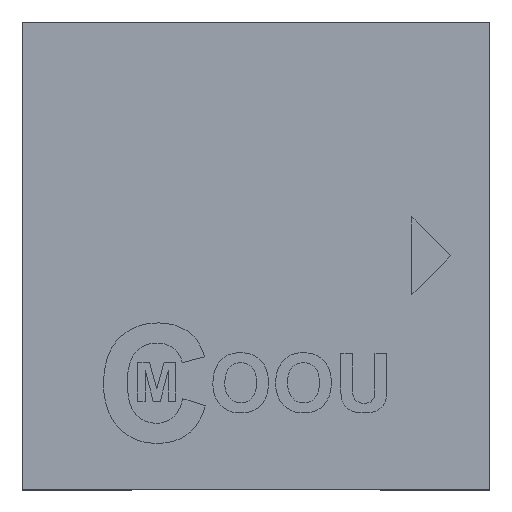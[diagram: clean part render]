
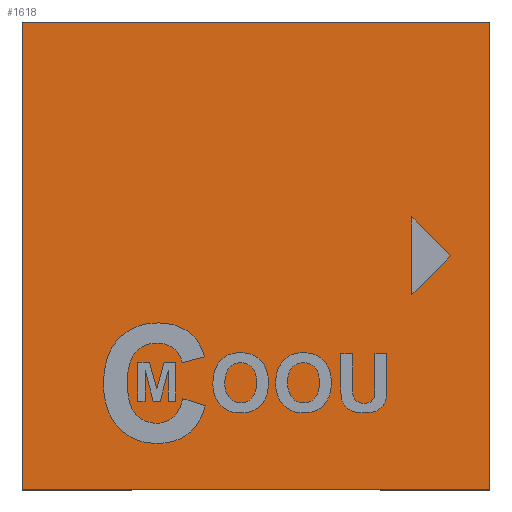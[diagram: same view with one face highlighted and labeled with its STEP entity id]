
A CAD part, top view. The second image highlights one B-rep face of the part: STEP entity #1618.
In plain terms, the highlighted planar face has unit normal (0, 0, 1).
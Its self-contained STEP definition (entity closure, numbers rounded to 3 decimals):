
#35 = DIRECTION ( 'NONE',  ( 1., 0., 0. ) ) ;
#138 = CARTESIAN_POINT ( 'NONE',  ( -6., 6., 3. ) ) ;
#141 = ORIENTED_EDGE ( 'NONE', *, *, #1599, .T. ) ;
#176 = VECTOR ( 'NONE', #3127, 1000. ) ;
#184 = ORIENTED_EDGE ( 'NONE', *, *, #2818, .T. ) ;
#287 = VERTEX_POINT ( 'NONE', #432 ) ;
#432 = CARTESIAN_POINT ( 'NONE',  ( -6., 6., 3. ) ) ;
#513 = CARTESIAN_POINT ( 'NONE',  ( 5., 0., 3. ) ) ;
#542 = CARTESIAN_POINT ( 'NONE',  ( 4., -6., 3. ) ) ;
#558 = VECTOR ( 'NONE', #852, 1000. ) ;
#566 = CARTESIAN_POINT ( 'NONE',  ( 6., 6., 3. ) ) ;
#604 = EDGE_CURVE ( 'NONE', #3410, #287, #697, .T. ) ;
#626 = CARTESIAN_POINT ( 'NONE',  ( -6., -6., 3. ) ) ;
#697 = LINE ( 'NONE', #138, #3940 ) ;
#771 = DIRECTION ( 'NONE',  ( -1., 0., 0. ) ) ;
#807 = VERTEX_POINT ( 'NONE', #1146 ) ;
#852 = DIRECTION ( 'NONE',  ( 0., 1., 0. ) ) ;
#887 = EDGE_CURVE ( 'NONE', #2977, #3410, #3440, .T. ) ;
#940 = DIRECTION ( 'NONE',  ( 1., 0., 0. ) ) ;
#959 = CARTESIAN_POINT ( 'NONE',  ( 4., 1., 3. ) ) ;
#977 = VECTOR ( 'NONE', #3791, 1000. ) ;
#1146 = CARTESIAN_POINT ( 'NONE',  ( -6., -6., 3. ) ) ;
#1167 = EDGE_CURVE ( 'NONE', #3610, #1347, #1907, .T. ) ;
#1181 = EDGE_CURVE ( 'NONE', #807, #2977, #1807, .T. ) ;
#1210 = FACE_OUTER_BOUND ( 'NONE', #3312, .T. ) ;
#1347 = VERTEX_POINT ( 'NONE', #3522 ) ;
#1400 = ORIENTED_EDGE ( 'NONE', *, *, #604, .T. ) ;
#1599 = EDGE_CURVE ( 'NONE', #287, #807, #2679, .T. ) ;
#1618 = ADVANCED_FACE ( 'NONE', ( #2582, #1210 ), #3444, .T. ) ;
#1807 = LINE ( 'NONE', #3764, #3587 ) ;
#1907 = LINE ( 'NONE', #959, #977 ) ;
#1950 = EDGE_CURVE ( 'NONE', #2349, #3610, #2220, .T. ) ;
#2074 = ORIENTED_EDGE ( 'NONE', *, *, #1167, .T. ) ;
#2092 = CARTESIAN_POINT ( 'NONE',  ( 6., -6., 3. ) ) ;
#2220 = LINE ( 'NONE', #542, #558 ) ;
#2261 = VECTOR ( 'NONE', #3340, 1000. ) ;
#2349 = VERTEX_POINT ( 'NONE', #3367 ) ;
#2582 = FACE_BOUND ( 'NONE', #3710, .T. ) ;
#2611 = VECTOR ( 'NONE', #3986, 1000. ) ;
#2679 = LINE ( 'NONE', #2819, #176 ) ;
#2777 = ORIENTED_EDGE ( 'NONE', *, *, #1950, .T. ) ;
#2818 = EDGE_CURVE ( 'NONE', #1347, #2349, #2883, .T. ) ;
#2819 = CARTESIAN_POINT ( 'NONE',  ( -6., -6., 3. ) ) ;
#2833 = DIRECTION ( 'NONE',  ( 0., 0., 1. ) ) ;
#2883 = LINE ( 'NONE', #513, #2261 ) ;
#2946 = ORIENTED_EDGE ( 'NONE', *, *, #887, .T. ) ;
#2977 = VERTEX_POINT ( 'NONE', #3784 ) ;
#3049 = AXIS2_PLACEMENT_3D ( 'NONE', #626, #2833, #940 ) ;
#3127 = DIRECTION ( 'NONE',  ( 0., -1., 0. ) ) ;
#3177 = CARTESIAN_POINT ( 'NONE',  ( 4., 1., 3. ) ) ;
#3312 = EDGE_LOOP ( 'NONE', ( #1400, #141, #3651, #2946 ) ) ;
#3340 = DIRECTION ( 'NONE',  ( -0.707, -0.707, 0. ) ) ;
#3367 = CARTESIAN_POINT ( 'NONE',  ( 4., -1., 3. ) ) ;
#3410 = VERTEX_POINT ( 'NONE', #566 ) ;
#3440 = LINE ( 'NONE', #2092, #2611 ) ;
#3444 = PLANE ( 'NONE',  #3049 ) ;
#3522 = CARTESIAN_POINT ( 'NONE',  ( 5., 0., 3. ) ) ;
#3587 = VECTOR ( 'NONE', #35, 1000. ) ;
#3610 = VERTEX_POINT ( 'NONE', #3177 ) ;
#3651 = ORIENTED_EDGE ( 'NONE', *, *, #1181, .T. ) ;
#3710 = EDGE_LOOP ( 'NONE', ( #2074, #184, #2777 ) ) ;
#3764 = CARTESIAN_POINT ( 'NONE',  ( -6., -6., 3. ) ) ;
#3784 = CARTESIAN_POINT ( 'NONE',  ( 6., -6., 3. ) ) ;
#3791 = DIRECTION ( 'NONE',  ( 0.707, -0.707, 0. ) ) ;
#3940 = VECTOR ( 'NONE', #771, 1000. ) ;
#3986 = DIRECTION ( 'NONE',  ( 0., 1., 0. ) ) ;
